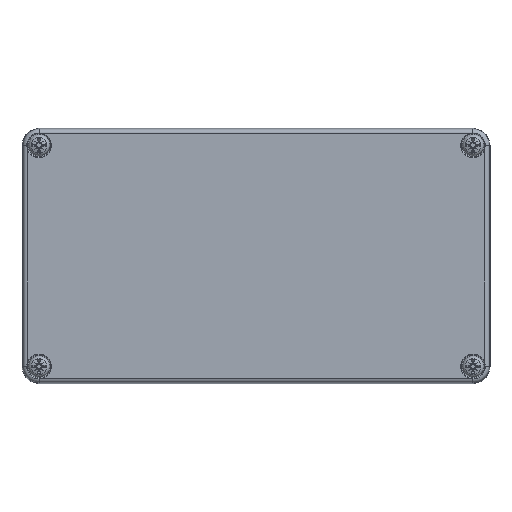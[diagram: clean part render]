
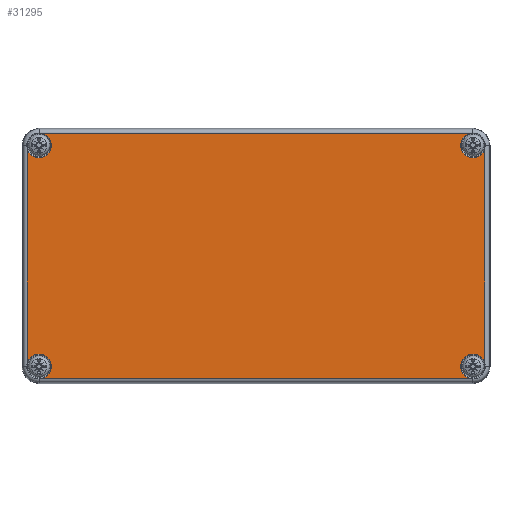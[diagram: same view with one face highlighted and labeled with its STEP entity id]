
A CAD part, top view. The second image highlights one B-rep face of the part: STEP entity #31295.
In plain terms, the highlighted face is planar.
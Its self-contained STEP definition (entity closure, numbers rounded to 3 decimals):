
#31153=CARTESIAN_POINT('',(-107.598,-50.483,-25.0));
#31154=VERTEX_POINT('',#31153);
#31164=CARTESIAN_POINT('',(-100.483,-57.598,-25.0));
#31165=VERTEX_POINT('',#31164);
#31166=CARTESIAN_POINT('',(-102.,-52.0,-25.0));
#31167=DIRECTION('',(0.0,0.0,-1.0));
#31168=DIRECTION('',(1.0,0.0,0.0));
#31169=AXIS2_PLACEMENT_3D('',#31166,#31167,#31168);
#31170=CIRCLE('',#31169,5.8);
#31171=EDGE_CURVE('',#31154,#31165,#31170,.T.);
#31200=CARTESIAN_POINT('',(100.483,-57.598,-25.0));
#31201=VERTEX_POINT('',#31200);
#31202=CARTESIAN_POINT('',(-100.483,-57.598,-25.0));
#31203=DIRECTION('',(1.0,0.0,0.0));
#31204=VECTOR('',#31203,200.967);
#31205=LINE('',#31202,#31204);
#31206=EDGE_CURVE('',#31165,#31201,#31205,.T.);
#31237=CARTESIAN_POINT('',(0.,0.,-25.0));
#31238=DIRECTION('',(0.0,0.0,1.0));
#31239=DIRECTION('',(1.0,0.0,0.0));
#31240=AXIS2_PLACEMENT_3D('',#31237,#31238,#31239);
#31241=PLANE('',#31240);
#31242=ORIENTED_EDGE('',*,*,#31171,.F.);
#31243=CARTESIAN_POINT('',(-107.598,50.483,-25.0));
#31244=VERTEX_POINT('',#31243);
#31245=CARTESIAN_POINT('',(-107.598,50.483,-25.0));
#31246=DIRECTION('',(0.0,-1.0,0.0));
#31247=VECTOR('',#31246,100.967);
#31248=LINE('',#31245,#31247);
#31249=EDGE_CURVE('',#31244,#31154,#31248,.T.);
#31250=ORIENTED_EDGE('',*,*,#31249,.F.);
#31251=CARTESIAN_POINT('',(-100.483,57.598,-25.0));
#31252=VERTEX_POINT('',#31251);
#31253=CARTESIAN_POINT('',(-102.,52.,-25.0));
#31254=DIRECTION('',(0.0,0.0,-1.0));
#31255=DIRECTION('',(1.0,0.0,0.0));
#31256=AXIS2_PLACEMENT_3D('',#31253,#31254,#31255);
#31257=CIRCLE('',#31256,5.8);
#31258=EDGE_CURVE('',#31252,#31244,#31257,.T.);
#31259=ORIENTED_EDGE('',*,*,#31258,.F.);
#31260=CARTESIAN_POINT('',(100.483,57.598,-25.0));
#31261=VERTEX_POINT('',#31260);
#31262=CARTESIAN_POINT('',(100.483,57.598,-25.0));
#31263=DIRECTION('',(-1.0,0.0,0.0));
#31264=VECTOR('',#31263,200.967);
#31265=LINE('',#31262,#31264);
#31266=EDGE_CURVE('',#31261,#31252,#31265,.T.);
#31267=ORIENTED_EDGE('',*,*,#31266,.F.);
#31268=CARTESIAN_POINT('',(107.598,50.483,-25.0));
#31269=VERTEX_POINT('',#31268);
#31270=CARTESIAN_POINT('',(102.,52.,-25.0));
#31271=DIRECTION('',(0.0,0.0,-1.0));
#31272=DIRECTION('',(1.0,0.0,0.0));
#31273=AXIS2_PLACEMENT_3D('',#31270,#31271,#31272);
#31274=CIRCLE('',#31273,5.8);
#31275=EDGE_CURVE('',#31269,#31261,#31274,.T.);
#31276=ORIENTED_EDGE('',*,*,#31275,.F.);
#31277=CARTESIAN_POINT('',(107.598,-50.483,-25.0));
#31278=VERTEX_POINT('',#31277);
#31279=CARTESIAN_POINT('',(107.598,-50.483,-25.0));
#31280=DIRECTION('',(0.0,1.0,0.0));
#31281=VECTOR('',#31280,100.967);
#31282=LINE('',#31279,#31281);
#31283=EDGE_CURVE('',#31278,#31269,#31282,.T.);
#31284=ORIENTED_EDGE('',*,*,#31283,.F.);
#31285=CARTESIAN_POINT('',(102.0,-52.,-25.0));
#31286=DIRECTION('',(0.0,0.0,-1.0));
#31287=DIRECTION('',(1.0,0.0,0.0));
#31288=AXIS2_PLACEMENT_3D('',#31285,#31286,#31287);
#31289=CIRCLE('',#31288,5.8);
#31290=EDGE_CURVE('',#31201,#31278,#31289,.T.);
#31291=ORIENTED_EDGE('',*,*,#31290,.F.);
#31292=ORIENTED_EDGE('',*,*,#31206,.F.);
#31293=EDGE_LOOP('',(#31242,#31250,#31259,#31267,#31276,#31284,#31291,#31292));
#31294=FACE_OUTER_BOUND('',#31293,.T.);
#31295=ADVANCED_FACE('',(#31294),#31241,.F.);
